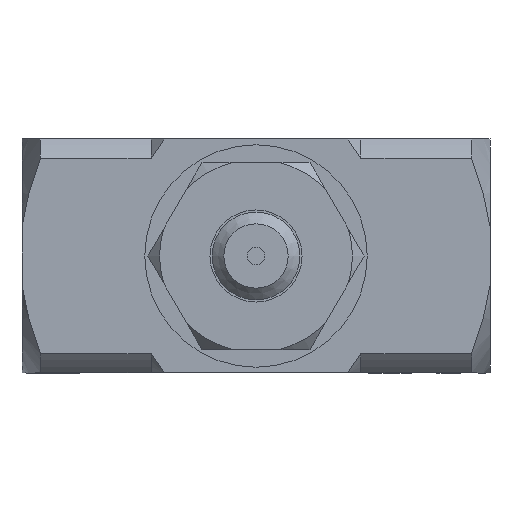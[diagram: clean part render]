
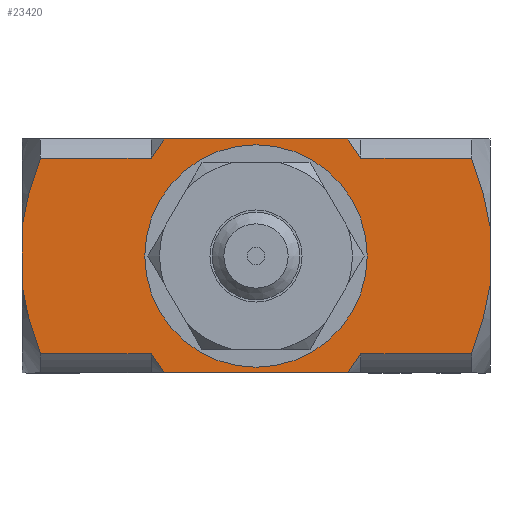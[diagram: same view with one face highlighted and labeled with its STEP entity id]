
A CAD part, front view. The second image highlights one B-rep face of the part: STEP entity #23420.
In plain terms, the highlighted planar face has unit normal (0, -1, 0).
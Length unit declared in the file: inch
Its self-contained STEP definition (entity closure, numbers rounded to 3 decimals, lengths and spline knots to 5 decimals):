
#570=FACE_BOUND('',#2231,.T.);
#737=CIRCLE('',#24811,0.297);
#838=(
BOUNDED_CURVE()
B_SPLINE_CURVE(2,(#30445,#30446,#30447),.UNSPECIFIED.,.F.,.F.)
B_SPLINE_CURVE_WITH_KNOTS((3,3),(0.93423,1.1413),
 .UNSPECIFIED.)
CURVE()
GEOMETRIC_REPRESENTATION_ITEM()
RATIONAL_B_SPLINE_CURVE((1.017,1.01,1.))
REPRESENTATION_ITEM('')
);
#839=(
BOUNDED_CURVE()
B_SPLINE_CURVE(2,(#30451,#30452,#30453),.UNSPECIFIED.,.F.,.F.)
B_SPLINE_CURVE_WITH_KNOTS((3,3),(0.,0.48194),.UNSPECIFIED.)
CURVE()
GEOMETRIC_REPRESENTATION_ITEM()
RATIONAL_B_SPLINE_CURVE((1.,1.033,1.))
REPRESENTATION_ITEM('')
);
#840=(
BOUNDED_CURVE()
B_SPLINE_CURVE(2,(#30457,#30458,#30459),.UNSPECIFIED.,.F.,.F.)
B_SPLINE_CURVE_WITH_KNOTS((3,3),(0.,0.48194),.UNSPECIFIED.)
CURVE()
GEOMETRIC_REPRESENTATION_ITEM()
RATIONAL_B_SPLINE_CURVE((1.,1.033,1.))
REPRESENTATION_ITEM('')
);
#841=(
BOUNDED_CURVE()
B_SPLINE_CURVE(2,(#30463,#30464,#30465),.UNSPECIFIED.,.F.,.F.)
B_SPLINE_CURVE_WITH_KNOTS((3,3),(0.,0.20739),.UNSPECIFIED.)
CURVE()
GEOMETRIC_REPRESENTATION_ITEM()
RATIONAL_B_SPLINE_CURVE((1.,1.01,1.017))
REPRESENTATION_ITEM('')
);
#842=(
BOUNDED_CURVE()
B_SPLINE_CURVE(2,(#30469,#30470,#30471),.UNSPECIFIED.,.F.,.F.)
B_SPLINE_CURVE_WITH_KNOTS((3,3),(0.93391,1.1413),
 .UNSPECIFIED.)
CURVE()
GEOMETRIC_REPRESENTATION_ITEM()
RATIONAL_B_SPLINE_CURVE((1.017,1.01,1.))
REPRESENTATION_ITEM('')
);
#843=(
BOUNDED_CURVE()
B_SPLINE_CURVE(2,(#30474,#30475,#30476),.UNSPECIFIED.,.F.,.F.)
B_SPLINE_CURVE_WITH_KNOTS((3,3),(0.,0.48194),.UNSPECIFIED.)
CURVE()
GEOMETRIC_REPRESENTATION_ITEM()
RATIONAL_B_SPLINE_CURVE((1.,1.033,1.))
REPRESENTATION_ITEM('')
);
#844=(
BOUNDED_CURVE()
B_SPLINE_CURVE(2,(#30478,#30479,#30480),.UNSPECIFIED.,.F.,.F.)
B_SPLINE_CURVE_WITH_KNOTS((3,3),(0.,0.48194),.UNSPECIFIED.)
CURVE()
GEOMETRIC_REPRESENTATION_ITEM()
RATIONAL_B_SPLINE_CURVE((1.,1.033,1.))
REPRESENTATION_ITEM('')
);
#845=(
BOUNDED_CURVE()
B_SPLINE_CURVE(2,(#30484,#30485,#30486),.UNSPECIFIED.,.F.,.F.)
B_SPLINE_CURVE_WITH_KNOTS((3,3),(0.,0.20707),.UNSPECIFIED.)
CURVE()
GEOMETRIC_REPRESENTATION_ITEM()
RATIONAL_B_SPLINE_CURVE((1.,1.01,1.017))
REPRESENTATION_ITEM('')
);
#890=FACE_OUTER_BOUND('',#2230,.T.);
#2230=EDGE_LOOP('',(#15546,#15547,#15548,#15549,#15550,#15551,#15552,#15553,
#15554,#15555,#15556,#15557,#15558,#15559,#15560,#15561));
#2231=EDGE_LOOP('',(#15562));
#3738=LINE('',#30412,#6232);
#3742=LINE('',#30449,#6236);
#3743=LINE('',#30455,#6237);
#3744=LINE('',#30461,#6238);
#3745=LINE('',#30467,#6239);
#3746=LINE('',#30473,#6240);
#3747=LINE('',#30482,#6241);
#3748=LINE('',#30487,#6242);
#6232=VECTOR('',#25840,0.3937);
#6236=VECTOR('',#25850,0.3937);
#6237=VECTOR('',#25851,0.3937);
#6238=VECTOR('',#25852,0.3937);
#6239=VECTOR('',#25853,0.3937);
#6240=VECTOR('',#25854,0.3937);
#6241=VECTOR('',#25855,0.3937);
#6242=VECTOR('',#25856,0.3937);
#9621=VERTEX_POINT('',#30400);
#9626=VERTEX_POINT('',#30410);
#9635=VERTEX_POINT('',#30443);
#9636=VERTEX_POINT('',#30444);
#9637=VERTEX_POINT('',#30448);
#9638=VERTEX_POINT('',#30450);
#9639=VERTEX_POINT('',#30454);
#9640=VERTEX_POINT('',#30456);
#9641=VERTEX_POINT('',#30460);
#9642=VERTEX_POINT('',#30462);
#9643=VERTEX_POINT('',#30466);
#9644=VERTEX_POINT('',#30468);
#9645=VERTEX_POINT('',#30472);
#9646=VERTEX_POINT('',#30477);
#9647=VERTEX_POINT('',#30481);
#9648=VERTEX_POINT('',#30483);
#9649=VERTEX_POINT('',#30488);
#12001=EDGE_CURVE('',#9626,#9621,#3738,.T.);
#12010=EDGE_CURVE('',#9635,#9636,#838,.T.);
#12011=EDGE_CURVE('',#9636,#9637,#3742,.T.);
#12012=EDGE_CURVE('',#9637,#9638,#839,.T.);
#12013=EDGE_CURVE('',#9639,#9638,#3743,.T.);
#12014=EDGE_CURVE('',#9639,#9640,#840,.T.);
#12015=EDGE_CURVE('',#9640,#9641,#3744,.T.);
#12016=EDGE_CURVE('',#9641,#9642,#841,.T.);
#12017=EDGE_CURVE('',#9643,#9642,#3745,.T.);
#12018=EDGE_CURVE('',#9643,#9644,#842,.T.);
#12019=EDGE_CURVE('',#9644,#9645,#3746,.T.);
#12020=EDGE_CURVE('',#9645,#9621,#843,.T.);
#12021=EDGE_CURVE('',#9626,#9646,#844,.T.);
#12022=EDGE_CURVE('',#9646,#9647,#3747,.T.);
#12023=EDGE_CURVE('',#9647,#9648,#845,.T.);
#12024=EDGE_CURVE('',#9635,#9648,#3748,.T.);
#12025=EDGE_CURVE('',#9649,#9649,#737,.T.);
#15546=ORIENTED_EDGE('',*,*,#12010,.T.);
#15547=ORIENTED_EDGE('',*,*,#12011,.T.);
#15548=ORIENTED_EDGE('',*,*,#12012,.T.);
#15549=ORIENTED_EDGE('',*,*,#12013,.F.);
#15550=ORIENTED_EDGE('',*,*,#12014,.T.);
#15551=ORIENTED_EDGE('',*,*,#12015,.T.);
#15552=ORIENTED_EDGE('',*,*,#12016,.T.);
#15553=ORIENTED_EDGE('',*,*,#12017,.F.);
#15554=ORIENTED_EDGE('',*,*,#12018,.T.);
#15555=ORIENTED_EDGE('',*,*,#12019,.T.);
#15556=ORIENTED_EDGE('',*,*,#12020,.T.);
#15557=ORIENTED_EDGE('',*,*,#12001,.F.);
#15558=ORIENTED_EDGE('',*,*,#12021,.T.);
#15559=ORIENTED_EDGE('',*,*,#12022,.T.);
#15560=ORIENTED_EDGE('',*,*,#12023,.T.);
#15561=ORIENTED_EDGE('',*,*,#12024,.F.);
#15562=ORIENTED_EDGE('',*,*,#12025,.T.);
#22580=PLANE('',#24810);
#23420=ADVANCED_FACE('',(#890,#570),#22580,.T.);
#24810=AXIS2_PLACEMENT_3D('',#30442,#25848,#25849);
#24811=AXIS2_PLACEMENT_3D('',#30489,#25857,#25858);
#25840=DIRECTION('',(0.,0.,1.));
#25848=DIRECTION('center_axis',(0.,-1.,0.));
#25849=DIRECTION('ref_axis',(0.,0.,-1.));
#25850=DIRECTION('',(1.,0.,0.));
#25851=DIRECTION('',(0.,0.,-1.));
#25852=DIRECTION('',(-1.,0.,0.));
#25853=DIRECTION('',(1.,0.,0.));
#25854=DIRECTION('',(-1.,0.,0.));
#25855=DIRECTION('',(1.,0.,0.));
#25856=DIRECTION('',(-1.,0.,0.));
#25857=DIRECTION('center_axis',(0.,1.,0.));
#25858=DIRECTION('ref_axis',(-1.,0.,0.));
#30400=CARTESIAN_POINT('',(-0.625,-0.3125,0.07776));
#30410=CARTESIAN_POINT('',(-0.625,-0.3125,-0.07785));
#30412=CARTESIAN_POINT('',(-0.625,-0.3125,-0.3125));
#30442=CARTESIAN_POINT('Origin',(0.,-0.3125,0.3125));
#30443=CARTESIAN_POINT('',(0.24512,-0.3125,-0.3125));
#30444=CARTESIAN_POINT('',(0.28,-0.3125,-0.26084));
#30445=CARTESIAN_POINT('Ctrl Pts',(0.24512,-0.3125,-0.3125));
#30446=CARTESIAN_POINT('Ctrl Pts',(0.26413,-0.3125,-0.28561));
#30447=CARTESIAN_POINT('Ctrl Pts',(0.28,-0.3125,-0.26084));
#30448=CARTESIAN_POINT('',(0.57593,-0.3125,-0.26084));
#30449=CARTESIAN_POINT('',(0.42796,-0.3125,-0.26084));
#30450=CARTESIAN_POINT('',(0.625,-0.3125,-0.07785));
#30451=CARTESIAN_POINT('Ctrl Pts',(0.57593,-0.3125,-0.26084));
#30452=CARTESIAN_POINT('Ctrl Pts',(0.61372,-0.3125,-0.15868));
#30453=CARTESIAN_POINT('Ctrl Pts',(0.625,-0.3125,-0.07785));
#30454=CARTESIAN_POINT('',(0.625,-0.3125,0.07776));
#30455=CARTESIAN_POINT('',(0.625,-0.3125,-0.3125));
#30456=CARTESIAN_POINT('',(0.57593,-0.3125,0.26076));
#30457=CARTESIAN_POINT('Ctrl Pts',(0.625,-0.3125,0.07776));
#30458=CARTESIAN_POINT('Ctrl Pts',(0.61372,-0.3125,0.15859));
#30459=CARTESIAN_POINT('Ctrl Pts',(0.57593,-0.3125,0.26076));
#30460=CARTESIAN_POINT('',(0.28,-0.3125,0.26076));
#30461=CARTESIAN_POINT('',(0.42796,-0.3125,0.26076));
#30462=CARTESIAN_POINT('',(0.24506,-0.3125,0.3125));
#30463=CARTESIAN_POINT('Ctrl Pts',(0.28,-0.3125,0.26076));
#30464=CARTESIAN_POINT('Ctrl Pts',(0.26411,-0.3125,0.28557));
#30465=CARTESIAN_POINT('Ctrl Pts',(0.24506,-0.3125,0.3125));
#30466=CARTESIAN_POINT('',(-0.24506,-0.3125,0.3125));
#30467=CARTESIAN_POINT('',(0.,-0.3125,0.3125));
#30468=CARTESIAN_POINT('',(-0.28,-0.3125,0.26076));
#30469=CARTESIAN_POINT('Ctrl Pts',(-0.24506,-0.3125,0.3125));
#30470=CARTESIAN_POINT('Ctrl Pts',(-0.26411,-0.3125,0.28557));
#30471=CARTESIAN_POINT('Ctrl Pts',(-0.28,-0.3125,0.26076));
#30472=CARTESIAN_POINT('',(-0.57593,-0.3125,0.26076));
#30473=CARTESIAN_POINT('',(-0.42796,-0.3125,0.26076));
#30474=CARTESIAN_POINT('Ctrl Pts',(-0.57593,-0.3125,0.26076));
#30475=CARTESIAN_POINT('Ctrl Pts',(-0.61372,-0.3125,0.15859));
#30476=CARTESIAN_POINT('Ctrl Pts',(-0.625,-0.3125,0.07776));
#30477=CARTESIAN_POINT('',(-0.57593,-0.3125,-0.26084));
#30478=CARTESIAN_POINT('Ctrl Pts',(-0.625,-0.3125,-0.07785));
#30479=CARTESIAN_POINT('Ctrl Pts',(-0.61372,-0.3125,-0.15868));
#30480=CARTESIAN_POINT('Ctrl Pts',(-0.57593,-0.3125,-0.26084));
#30481=CARTESIAN_POINT('',(-0.28,-0.3125,-0.26084));
#30482=CARTESIAN_POINT('',(-0.42796,-0.3125,-0.26084));
#30483=CARTESIAN_POINT('',(-0.24512,-0.3125,-0.3125));
#30484=CARTESIAN_POINT('Ctrl Pts',(-0.28,-0.3125,-0.26084));
#30485=CARTESIAN_POINT('Ctrl Pts',(-0.26413,-0.3125,-0.28561));
#30486=CARTESIAN_POINT('Ctrl Pts',(-0.24512,-0.3125,-0.3125));
#30487=CARTESIAN_POINT('',(0.,-0.3125,-0.3125));
#30488=CARTESIAN_POINT('',(0.297,-0.3125,0.));
#30489=CARTESIAN_POINT('Origin',(0.,-0.3125,0.));
